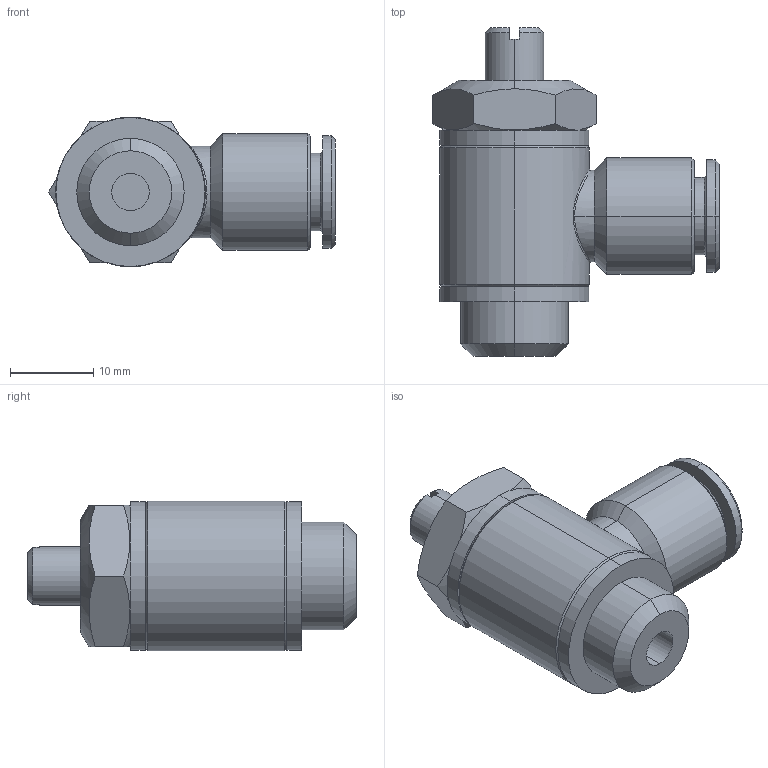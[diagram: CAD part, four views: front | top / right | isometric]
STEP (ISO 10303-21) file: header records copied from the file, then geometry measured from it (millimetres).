
FILE_DESCRIPTION (( 'STEP AP203' ), '1' );
FILE_NAME ('04290B42.STEP', '2010-05-10T09:40:11', ( '' ), ( 'sopra-pneumatic' ), 'SwSTEP 2.0', 'SolidWorks 2009', '' );
FILE_SCHEMA (( 'CONFIG_CONTROL_DESIGN' ));
Length unit declared in the file: millimetre
Products named in the file (1): 04290B42
Bounding box: 34.41 x 39.51 x 18 mm (x, y, z)
Volume: 8856.8 mm3; surface area: 3884.6 mm2
Topology: 1 solids, 3 shells, 75 faces, 159 edges, 100 vertices
Faces by surface type: cylinder 27, plane 24, cone 22, bspline 2
Entity records: 3226 total; most frequent: CARTESIAN_POINT 1532, DIRECTION 349, ORIENTED_EDGE 318, EDGE_CURVE 159, AXIS2_PLACEMENT_3D 145, VERTEX_POINT 100, EDGE_LOOP 85, ADVANCED_FACE 75
